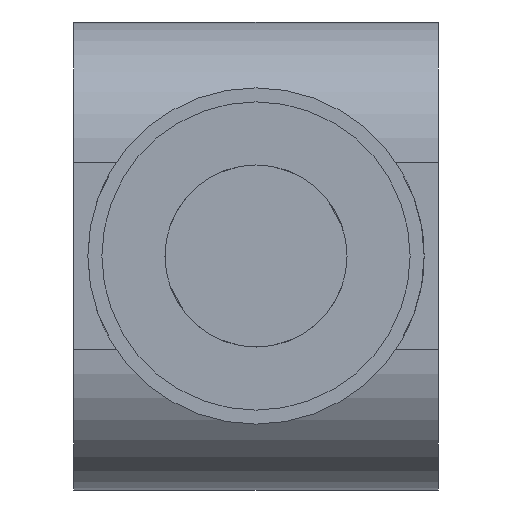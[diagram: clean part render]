
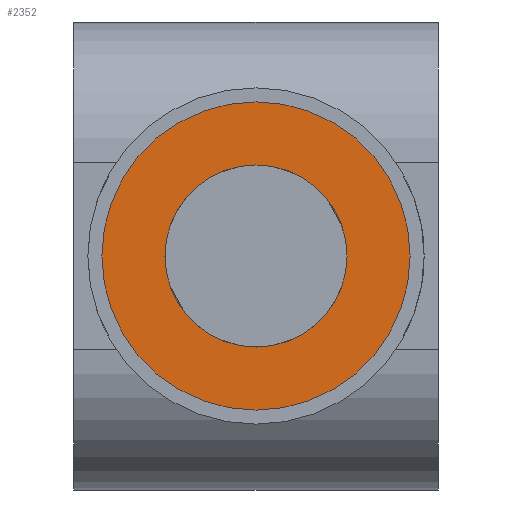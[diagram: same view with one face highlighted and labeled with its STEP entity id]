
A CAD part, front view. The second image highlights one B-rep face of the part: STEP entity #2352.
In plain terms, the highlighted planar face has unit normal (0, -1, 0).
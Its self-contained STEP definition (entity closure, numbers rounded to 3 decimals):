
#411=CARTESIAN_POINT('',(3.25,-89.85,-0.));
#412=VERTEX_POINT('',#411);
#419=CARTESIAN_POINT('',(0.,-89.85,0.));
#420=DIRECTION('',(-0.,1.,-0.));
#421=DIRECTION('',(1.,0.,0.));
#422=AXIS2_PLACEMENT_3D('',#419,#420,#421);
#423=CIRCLE('',#422,3.25);
#424=EDGE_CURVE('',#412,#412,#423,.T.);
#2333=CARTESIAN_POINT('',(0.,-89.85,0.));
#2334=DIRECTION('',(0.,-1.,0.));
#2335=DIRECTION('',(0.,0.,-1.));
#2336=AXIS2_PLACEMENT_3D('',#2333,#2334,#2335);
#2337=PLANE('',#2336);
#2338=CARTESIAN_POINT('',(-0.,-89.85,-5.5));
#2339=VERTEX_POINT('',#2338);
#2340=CARTESIAN_POINT('',(0.,-89.85,0.));
#2341=DIRECTION('',(0.,-1.,0.));
#2342=DIRECTION('',(0.,0.,-1.));
#2343=AXIS2_PLACEMENT_3D('',#2340,#2341,#2342);
#2344=CIRCLE('',#2343,5.5);
#2345=EDGE_CURVE('',#2339,#2339,#2344,.T.);
#2346=ORIENTED_EDGE('',*,*,#2345,.T.);
#2347=EDGE_LOOP('',(#2346));
#2348=FACE_BOUND('',#2347,.T.);
#2349=ORIENTED_EDGE('',*,*,#424,.T.);
#2350=EDGE_LOOP('',(#2349));
#2351=FACE_BOUND('',#2350,.T.);
#2352=ADVANCED_FACE('',(#2348,#2351),#2337,.T.);
